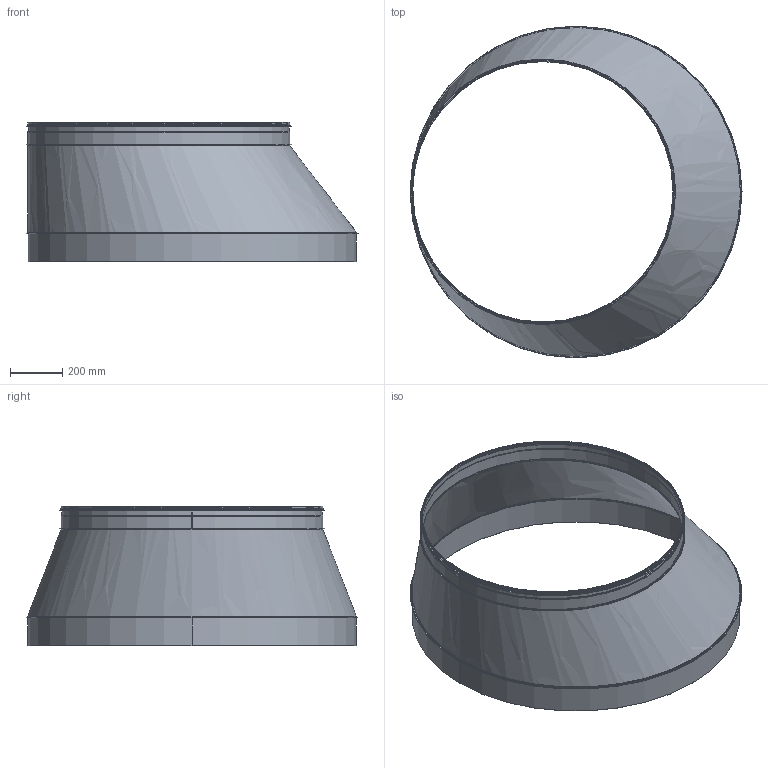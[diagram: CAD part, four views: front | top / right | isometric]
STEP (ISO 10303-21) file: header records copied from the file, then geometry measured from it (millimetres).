
FILE_DESCRIPTION((''),'2;1');
FILE_NAME('HFBM_1250-1000.stp','2014-02-19T13:13:43',(''),(''),'Autodesk Inventor 2013','Autodesk Inventor 2013','');
FILE_SCHEMA(('AUTOMOTIVE_DESIGN { 1 2 10303 214 0 1 1 1 }'));
Length unit declared in the file: millimetre
Products named in the file (6): HFBM_1250-1000; KonFalsadHFBM_1250-1000; StosMedFals-1000; StosMedFalsRörämne-1000; 999013; MuffMedFals-1250
Assembly tree (5 placements, depth 3):
  HFBM_1250-1000
    KonFalsadHFBM_1250-1000
    StosMedFals-1000
      StosMedFalsRörämne-1000
      999013
    MuffMedFals-1250
Bounding box: 1265.9 x 1265.25 x 530.5 mm (x, y, z)
Volume: 979900.8 mm3; surface area: 4484867.4 mm2
Topology: 4 solids, 4 shells, 110 faces, 215 edges, 115 vertices
Faces by surface type: plane 56, cylinder 22, torus 22, cone 6, bspline 4
Full cylindrical faces by diameter (mm): 992.8 x1, 993.8 x1, 995 x1, 997.6 x6, 998.6 x3, 1001.6 x1, 1004 x1, 1008.6 x1, 1009 x1, 1250.25 x1, 1251.25 x2, 1252.25 x1, 1253.25 x1, 1262.25 x1
Entity records: 3506 total; most frequent: CARTESIAN_POINT 1010, DIRECTION 525, ORIENTED_EDGE 388, AXIS2_PLACEMENT_3D 222, EDGE_CURVE 194, EDGE_LOOP 140, VERTEX_POINT 115, STYLED_ITEM 114
